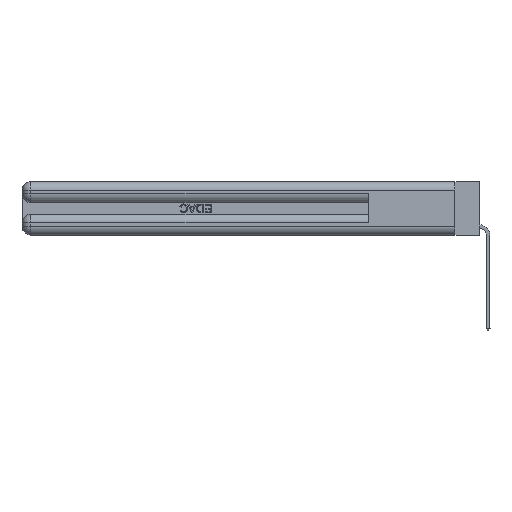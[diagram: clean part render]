
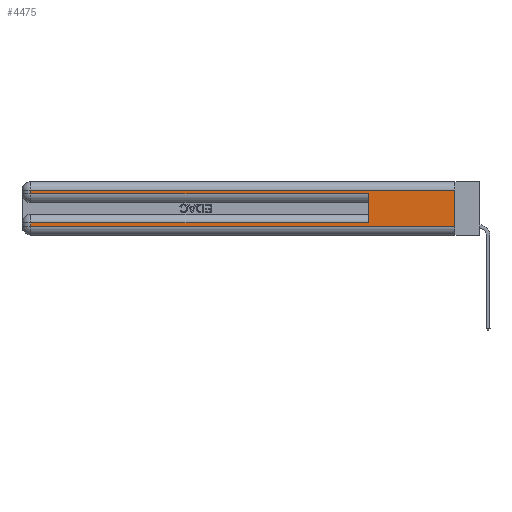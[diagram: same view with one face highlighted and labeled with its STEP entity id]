
A CAD part, left-side view. The second image highlights one B-rep face of the part: STEP entity #4475.
In plain terms, the highlighted planar face has unit normal (-1, 0, 0).
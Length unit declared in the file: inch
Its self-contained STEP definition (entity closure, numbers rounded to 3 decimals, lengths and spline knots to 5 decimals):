
#69 = DIRECTION ( 'NONE',  ( 0., 1., 0. ) ) ;
#591 = DIRECTION ( 'NONE',  ( 0., 0., -1. ) ) ;
#640 = CARTESIAN_POINT ( 'NONE',  ( 0., 0., 0.31 ) ) ;
#1260 = DIRECTION ( 'NONE',  ( 0., -1., 0. ) ) ;
#1397 = DIRECTION ( 'NONE',  ( 0., 1., 0. ) ) ;
#1493 = VECTOR ( 'NONE', #1397, 39.37008 ) ;
#1599 = ORIENTED_EDGE ( 'NONE', *, *, #16010, .T. ) ;
#1959 = ORIENTED_EDGE ( 'NONE', *, *, #17705, .T. ) ;
#4091 = DIRECTION ( 'NONE',  ( 0., 0., -1. ) ) ;
#4475 = ADVANCED_FACE ( 'NONE', ( #18731 ), #6367, .F. ) ;
#5362 = DIRECTION ( 'NONE',  ( 0., -1., 0. ) ) ;
#6367 = PLANE ( 'NONE',  #18854 ) ;
#6837 = CARTESIAN_POINT ( 'NONE',  ( 0., 2.94, 0.31 ) ) ;
#7873 = LINE ( 'NONE', #23045, #26902 ) ;
#8220 = DIRECTION ( 'NONE',  ( 0., 0., -1. ) ) ;
#8250 = CARTESIAN_POINT ( 'NONE',  ( 0., 0.6, 0.145 ) ) ;
#10212 = EDGE_CURVE ( 'NONE', #12196, #22889, #18155, .T. ) ;
#10261 = VERTEX_POINT ( 'NONE', #640 ) ;
#11073 = LINE ( 'NONE', #11243, #14908 ) ;
#11117 = VECTOR ( 'NONE', #5362, 39.37008 ) ;
#11243 = CARTESIAN_POINT ( 'NONE',  ( 0., 0., 0.37 ) ) ;
#12196 = VERTEX_POINT ( 'NONE', #19928 ) ;
#13100 = LINE ( 'NONE', #8250, #15290 ) ;
#13714 = DIRECTION ( 'NONE',  ( 1., 0., 0. ) ) ;
#13826 = VERTEX_POINT ( 'NONE', #31502 ) ;
#14908 = VECTOR ( 'NONE', #591, 39.37008 ) ;
#15017 = EDGE_CURVE ( 'NONE', #10261, #24096, #7873, .T. ) ;
#15290 = VECTOR ( 'NONE', #18104, 39.37008 ) ;
#15385 = ORIENTED_EDGE ( 'NONE', *, *, #23886, .T. ) ;
#15483 = ORIENTED_EDGE ( 'NONE', *, *, #15017, .T. ) ;
#16010 = EDGE_CURVE ( 'NONE', #24096, #13826, #26906, .T. ) ;
#16140 = ORIENTED_EDGE ( 'NONE', *, *, #10212, .T. ) ;
#16278 = EDGE_CURVE ( 'NONE', #16589, #32620, #13100, .T. ) ;
#16589 = VERTEX_POINT ( 'NONE', #25207 ) ;
#16948 = CARTESIAN_POINT ( 'NONE',  ( 0., 2.94, 0.37 ) ) ;
#17081 = CARTESIAN_POINT ( 'NONE',  ( 0., 0., 0.085 ) ) ;
#17101 = LINE ( 'NONE', #23917, #20439 ) ;
#17705 = EDGE_CURVE ( 'NONE', #16589, #12196, #23902, .T. ) ;
#18104 = DIRECTION ( 'NONE',  ( 0., 0., 1. ) ) ;
#18155 = LINE ( 'NONE', #25944, #26737 ) ;
#18731 = FACE_OUTER_BOUND ( 'NONE', #20997, .T. ) ;
#18854 = AXIS2_PLACEMENT_3D ( 'NONE', #26343, #13714, #8220 ) ;
#18981 = VECTOR ( 'NONE', #4091, 39.37008 ) ;
#19928 = CARTESIAN_POINT ( 'NONE',  ( 0., 2.94, 0.085 ) ) ;
#20439 = VECTOR ( 'NONE', #1260, 39.37008 ) ;
#20997 = EDGE_LOOP ( 'NONE', ( #26476, #15483, #1599, #15385, #29037, #1959, #16140, #25421 ) ) ;
#21403 = EDGE_CURVE ( 'NONE', #10261, #26794, #11073, .T. ) ;
#21840 = CARTESIAN_POINT ( 'NONE',  ( 0., 2.94, 0.06 ) ) ;
#22889 = VERTEX_POINT ( 'NONE', #21840 ) ;
#23037 = CARTESIAN_POINT ( 'NONE',  ( 0., 0., 0.285 ) ) ;
#23045 = CARTESIAN_POINT ( 'NONE',  ( 0., 0., 0.31 ) ) ;
#23886 = EDGE_CURVE ( 'NONE', #13826, #32620, #25524, .T. ) ;
#23902 = LINE ( 'NONE', #17081, #1493 ) ;
#23917 = CARTESIAN_POINT ( 'NONE',  ( 0., 0., 0.06 ) ) ;
#24096 = VERTEX_POINT ( 'NONE', #6837 ) ;
#25207 = CARTESIAN_POINT ( 'NONE',  ( 0., 0.6, 0.085 ) ) ;
#25260 = CARTESIAN_POINT ( 'NONE',  ( 0., 0.6, 0.285 ) ) ;
#25421 = ORIENTED_EDGE ( 'NONE', *, *, #28757, .T. ) ;
#25524 = LINE ( 'NONE', #23037, #11117 ) ;
#25944 = CARTESIAN_POINT ( 'NONE',  ( 0., 2.94, 0.37 ) ) ;
#26343 = CARTESIAN_POINT ( 'NONE',  ( 0., 0., 0.37 ) ) ;
#26476 = ORIENTED_EDGE ( 'NONE', *, *, #21403, .F. ) ;
#26737 = VECTOR ( 'NONE', #28118, 39.37008 ) ;
#26794 = VERTEX_POINT ( 'NONE', #29283 ) ;
#26902 = VECTOR ( 'NONE', #69, 39.37008 ) ;
#26906 = LINE ( 'NONE', #16948, #18981 ) ;
#28118 = DIRECTION ( 'NONE',  ( 0., 0., -1. ) ) ;
#28757 = EDGE_CURVE ( 'NONE', #22889, #26794, #17101, .T. ) ;
#29037 = ORIENTED_EDGE ( 'NONE', *, *, #16278, .F. ) ;
#29283 = CARTESIAN_POINT ( 'NONE',  ( 0., 0., 0.06 ) ) ;
#31502 = CARTESIAN_POINT ( 'NONE',  ( 0., 2.94, 0.285 ) ) ;
#32620 = VERTEX_POINT ( 'NONE', #25260 ) ;
